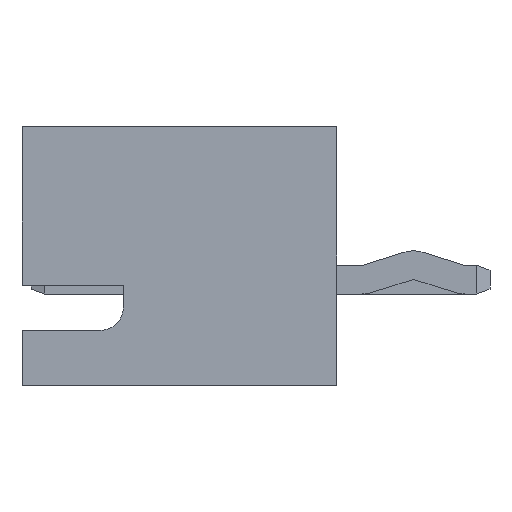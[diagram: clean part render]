
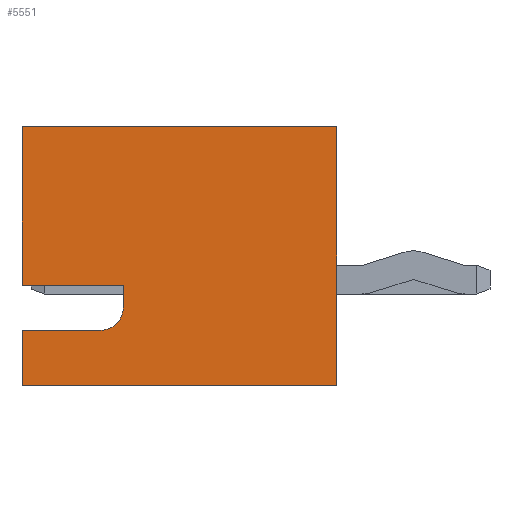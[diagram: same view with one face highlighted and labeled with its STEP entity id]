
A CAD part, left-side view. The second image highlights one B-rep face of the part: STEP entity #5551.
In plain terms, the highlighted planar face has unit normal (-1, 0, 0).
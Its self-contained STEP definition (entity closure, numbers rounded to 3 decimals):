
#15 = CARTESIAN_POINT ( 'NONE',  ( -98.927, 8.481, 39.071 ) ) ;
#132 = CARTESIAN_POINT ( 'NONE',  ( -98.927, 13.231, 40.796 ) ) ;
#133 = VECTOR ( 'NONE', #987, 1000. ) ;
#206 = DIRECTION ( 'NONE',  ( 0., 1., 0. ) ) ;
#229 = LINE ( 'NONE', #8508, #3850 ) ;
#260 = EDGE_CURVE ( 'NONE', #6761, #6249, #1170, .T. ) ;
#333 = DIRECTION ( 'NONE',  ( 1., 0., 0. ) ) ;
#360 = CARTESIAN_POINT ( 'NONE',  ( -98.927, 13.231, 41.296 ) ) ;
#418 = CARTESIAN_POINT ( 'NONE',  ( -98.927, 15.481, 41.296 ) ) ;
#427 = VERTEX_POINT ( 'NONE', #3076 ) ;
#438 = ORIENTED_EDGE ( 'NONE', *, *, #5587, .T. ) ;
#596 = VERTEX_POINT ( 'NONE', #1403 ) ;
#894 = CARTESIAN_POINT ( 'NONE',  ( -98.927, 15.481, 39.071 ) ) ;
#964 = VERTEX_POINT ( 'NONE', #418 ) ;
#987 = DIRECTION ( 'NONE',  ( 0., 0., -1. ) ) ;
#1170 = LINE ( 'NONE', #15, #4534 ) ;
#1403 = CARTESIAN_POINT ( 'NONE',  ( -98.927, 13.731, 40.296 ) ) ;
#1559 = PLANE ( 'NONE',  #1853 ) ;
#1627 = EDGE_CURVE ( 'NONE', #6249, #7638, #6543, .T. ) ;
#1719 = VECTOR ( 'NONE', #3084, 1000. ) ;
#1767 = EDGE_CURVE ( 'NONE', #5624, #6068, #6141, .T. ) ;
#1784 = ORIENTED_EDGE ( 'NONE', *, *, #2542, .T. ) ;
#1828 = EDGE_CURVE ( 'NONE', #7638, #3524, #229, .T. ) ;
#1853 = AXIS2_PLACEMENT_3D ( 'NONE', #4386, #333, #5056 ) ;
#2291 = EDGE_LOOP ( 'NONE', ( #3154, #4690, #3892, #1784, #2821, #4685, #5243, #438, #5349 ) ) ;
#2392 = CARTESIAN_POINT ( 'NONE',  ( -98.927, 15.481, 39.071 ) ) ;
#2542 = EDGE_CURVE ( 'NONE', #427, #6761, #2667, .T. ) ;
#2667 = LINE ( 'NONE', #4804, #6201 ) ;
#2821 = ORIENTED_EDGE ( 'NONE', *, *, #260, .T. ) ;
#3076 = CARTESIAN_POINT ( 'NONE',  ( -98.927, 15.481, 40.296 ) ) ;
#3084 = DIRECTION ( 'NONE',  ( 0., 0., -1. ) ) ;
#3154 = ORIENTED_EDGE ( 'NONE', *, *, #1767, .T. ) ;
#3200 = CARTESIAN_POINT ( 'NONE',  ( -98.927, 15.481, 44.821 ) ) ;
#3305 = DIRECTION ( 'NONE',  ( 0., 0., 1. ) ) ;
#3524 = VERTEX_POINT ( 'NONE', #3200 ) ;
#3530 = DIRECTION ( 'NONE',  ( 0., 0., -1. ) ) ;
#3593 = EDGE_CURVE ( 'NONE', #596, #427, #6161, .T. ) ;
#3729 = CARTESIAN_POINT ( 'NONE',  ( -98.927, 13.731, 40.796 ) ) ;
#3783 = CARTESIAN_POINT ( 'NONE',  ( -98.927, 13.231, 41.296 ) ) ;
#3850 = VECTOR ( 'NONE', #206, 1000. ) ;
#3892 = ORIENTED_EDGE ( 'NONE', *, *, #3593, .T. ) ;
#4296 = AXIS2_PLACEMENT_3D ( 'NONE', #3729, #8378, #4392 ) ;
#4386 = CARTESIAN_POINT ( 'NONE',  ( -98.927, 0., 0. ) ) ;
#4392 = DIRECTION ( 'NONE',  ( 0., 0., -1. ) ) ;
#4534 = VECTOR ( 'NONE', #8467, 1000. ) ;
#4685 = ORIENTED_EDGE ( 'NONE', *, *, #1627, .T. ) ;
#4690 = ORIENTED_EDGE ( 'NONE', *, *, #4972, .T. ) ;
#4779 = VECTOR ( 'NONE', #6178, 1000. ) ;
#4804 = CARTESIAN_POINT ( 'NONE',  ( -98.927, 15.481, 39.071 ) ) ;
#4972 = EDGE_CURVE ( 'NONE', #6068, #596, #5010, .T. ) ;
#4985 = LINE ( 'NONE', #5530, #4779 ) ;
#5010 = CIRCLE ( 'NONE', #4296, 0.5 ) ;
#5056 = DIRECTION ( 'NONE',  ( 0., 0., -1. ) ) ;
#5243 = ORIENTED_EDGE ( 'NONE', *, *, #1828, .T. ) ;
#5297 = LINE ( 'NONE', #2392, #1719 ) ;
#5349 = ORIENTED_EDGE ( 'NONE', *, *, #7704, .T. ) ;
#5530 = CARTESIAN_POINT ( 'NONE',  ( -98.927, 15.481, 41.296 ) ) ;
#5551 = ADVANCED_FACE ( 'NONE', ( #7462 ), #1559, .F. ) ;
#5587 = EDGE_CURVE ( 'NONE', #3524, #964, #5297, .T. ) ;
#5624 = VERTEX_POINT ( 'NONE', #360 ) ;
#5957 = VECTOR ( 'NONE', #7237, 1000. ) ;
#6068 = VERTEX_POINT ( 'NONE', #132 ) ;
#6141 = LINE ( 'NONE', #3783, #133 ) ;
#6152 = CARTESIAN_POINT ( 'NONE',  ( -98.927, 8.481, 44.821 ) ) ;
#6161 = LINE ( 'NONE', #7913, #5957 ) ;
#6178 = DIRECTION ( 'NONE',  ( 0., -1., 0. ) ) ;
#6201 = VECTOR ( 'NONE', #3530, 1000. ) ;
#6249 = VERTEX_POINT ( 'NONE', #7048 ) ;
#6313 = CARTESIAN_POINT ( 'NONE',  ( -98.927, 8.481, 44.821 ) ) ;
#6335 = VECTOR ( 'NONE', #3305, 1000. ) ;
#6543 = LINE ( 'NONE', #6313, #6335 ) ;
#6761 = VERTEX_POINT ( 'NONE', #894 ) ;
#7048 = CARTESIAN_POINT ( 'NONE',  ( -98.927, 8.481, 39.071 ) ) ;
#7237 = DIRECTION ( 'NONE',  ( 0., 1., 0. ) ) ;
#7462 = FACE_OUTER_BOUND ( 'NONE', #2291, .T. ) ;
#7638 = VERTEX_POINT ( 'NONE', #6152 ) ;
#7704 = EDGE_CURVE ( 'NONE', #964, #5624, #4985, .T. ) ;
#7913 = CARTESIAN_POINT ( 'NONE',  ( -98.927, 13.231, 40.296 ) ) ;
#8378 = DIRECTION ( 'NONE',  ( 1., 0., 0. ) ) ;
#8467 = DIRECTION ( 'NONE',  ( 0., -1., 0. ) ) ;
#8508 = CARTESIAN_POINT ( 'NONE',  ( -98.927, 15.481, 44.821 ) ) ;
